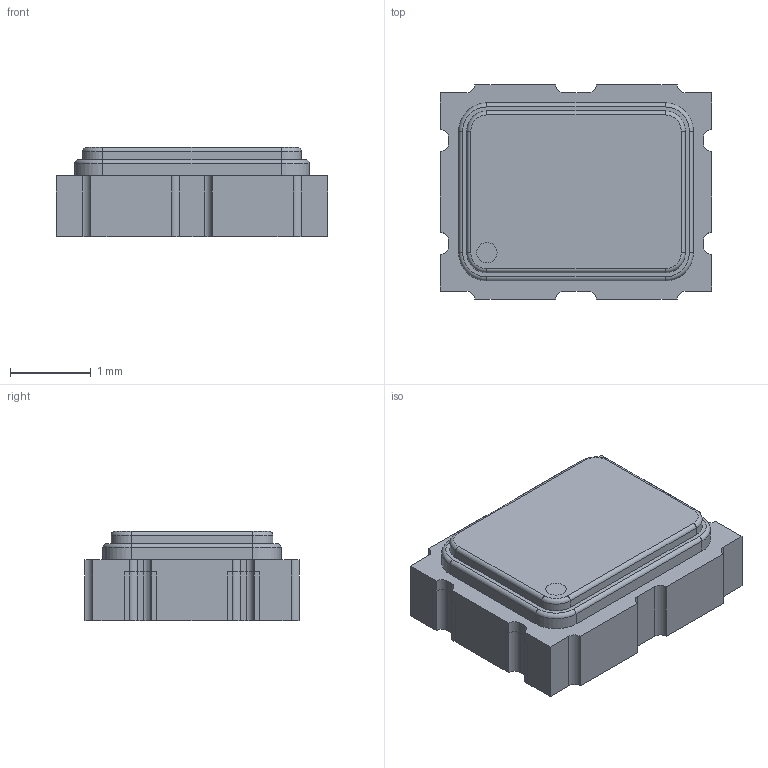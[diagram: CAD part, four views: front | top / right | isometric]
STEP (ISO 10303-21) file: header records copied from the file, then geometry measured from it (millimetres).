
FILE_DESCRIPTION((''),'2;1');
FILE_NAME('OSC_TXC_7Q_3D.stp','2014-02-24T15:46:55',(''),(''),'Mechanical Desktop 2011','Mechanical Desktop 2011',', , ');
FILE_SCHEMA(('AUTOMOTIVE_DESIGN { 1 2 10303 214 1 1 1 1 }'));
Length unit declared in the file: millimetre
Products named in the file (1): Product
Bounding box: 3.35 x 2.65 x 1.1 mm (x, y, z)
Volume: 8.4 mm3; surface area: 66.6 mm2
Topology: 8 solids, 8 shells, 177 faces, 464 edges, 304 vertices
Faces by surface type: plane 114, cylinder 48, torus 8, bspline 7
Entity records: 5526 total; most frequent: CARTESIAN_POINT 1023, ORIENTED_EDGE 928, DIRECTION 918, EDGE_CURVE 464, VECTOR 352, LINE 352, VERTEX_POINT 304, AXIS2_PLACEMENT_3D 283
